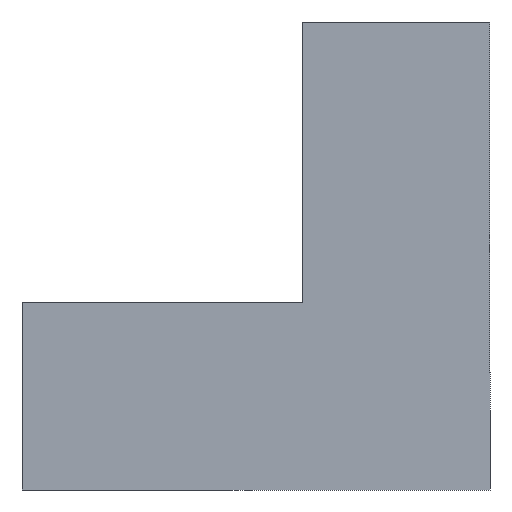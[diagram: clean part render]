
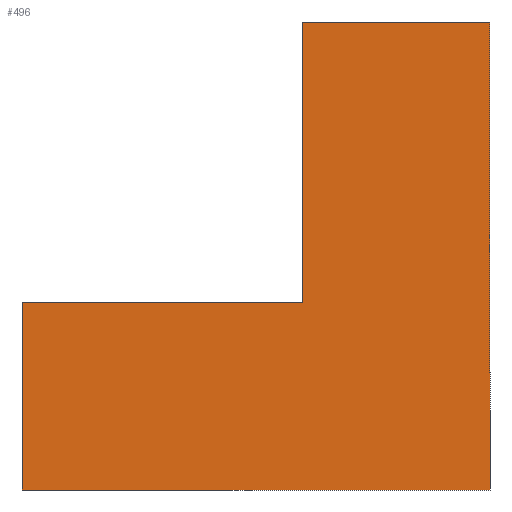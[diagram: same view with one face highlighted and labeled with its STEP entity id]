
A CAD part, front view. The second image highlights one B-rep face of the part: STEP entity #496.
In plain terms, the highlighted planar face has unit normal (0, -1, 0).
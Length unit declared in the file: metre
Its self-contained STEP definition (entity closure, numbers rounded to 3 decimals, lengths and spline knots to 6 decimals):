
#110=ORIENTED_EDGE('',*,*,#186,.F.);
#111=ORIENTED_EDGE('',*,*,#172,.T.);
#112=ORIENTED_EDGE('',*,*,#198,.T.);
#113=ORIENTED_EDGE('',*,*,#213,.F.);
#114=ORIENTED_EDGE('',*,*,#216,.F.);
#115=ORIENTED_EDGE('',*,*,#223,.F.);
#172=EDGE_CURVE('',#235,#234,#282,.T.);
#186=EDGE_CURVE('',#235,#247,#291,.T.);
#198=EDGE_CURVE('',#234,#258,#298,.T.);
#213=EDGE_CURVE('',#268,#258,#308,.T.);
#216=EDGE_CURVE('',#270,#268,#311,.T.);
#223=EDGE_CURVE('',#247,#270,#313,.T.);
#234=VERTEX_POINT('',#724);
#235=VERTEX_POINT('',#726);
#247=VERTEX_POINT('',#753);
#258=VERTEX_POINT('',#776);
#268=VERTEX_POINT('',#803);
#270=VERTEX_POINT('',#809);
#282=LINE('',#725,#324);
#291=LINE('',#752,#333);
#298=LINE('',#777,#340);
#308=LINE('',#804,#350);
#311=LINE('',#810,#353);
#313=LINE('',#823,#355);
#324=VECTOR('',#585,1.);
#333=VECTOR('',#606,1.);
#340=VECTOR('',#625,1.);
#350=VECTOR('',#649,1.);
#353=VECTOR('',#654,1.);
#355=VECTOR('',#668,1.);
#388=EDGE_LOOP('',(#110,#111,#112,#113,#114,#115));
#444=FACE_BOUND('',#388,.T.);
#480=PLANE('',#555);
#496=ADVANCED_FACE('',(#444),#480,.T.);
#555=AXIS2_PLACEMENT_3D('',#824,#669,#670);
#585=DIRECTION('',(0.,0.,-1.));
#606=DIRECTION('',(1.,0.,0.));
#625=DIRECTION('',(1.,0.,0.));
#649=DIRECTION('',(0.,0.,-1.));
#654=DIRECTION('',(1.,0.,0.));
#668=DIRECTION('',(0.,0.,1.));
#669=DIRECTION('',(0.,-1.,0.));
#670=DIRECTION('',(1.,0.,0.));
#724=CARTESIAN_POINT('',(-0.01,-0.075,0.));
#725=CARTESIAN_POINT('',(-0.01,-0.075,0.002));
#726=CARTESIAN_POINT('',(-0.01,-0.075,0.004));
#752=CARTESIAN_POINT('',(-0.007,-0.075,0.004));
#753=CARTESIAN_POINT('',(-0.004,-0.075,0.004));
#776=CARTESIAN_POINT('',(0.,-0.075,0.));
#777=CARTESIAN_POINT('',(-0.005,-0.075,0.));
#803=CARTESIAN_POINT('',(0.,-0.075,0.01));
#804=CARTESIAN_POINT('',(0.,-0.075,0.005));
#809=CARTESIAN_POINT('',(-0.004,-0.075,0.01));
#810=CARTESIAN_POINT('',(-0.002,-0.075,0.01));
#823=CARTESIAN_POINT('',(-0.004,-0.075,0.007));
#824=CARTESIAN_POINT('',(-0.005,-0.075,0.005));
